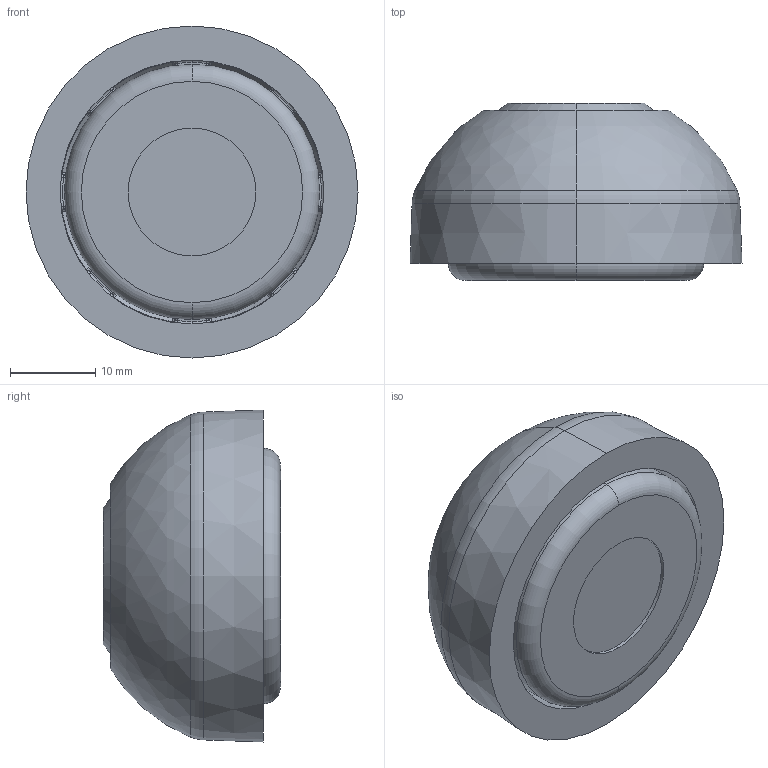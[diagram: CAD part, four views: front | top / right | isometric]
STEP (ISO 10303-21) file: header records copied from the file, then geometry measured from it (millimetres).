
FILE_DESCRIPTION(('FreeCAD Model'),'2;1');
FILE_NAME('Open CASCADE Shape Model','2024-04-03T11:07:12',(''),(''), 'Open CASCADE STEP processor 7.6','FreeCAD','Unknown');
FILE_SCHEMA(('AUTOMOTIVE_DESIGN { 1 0 10303 214 1 1 1 1 }'));
Length unit declared in the file: millimetre
Products named in the file (4): STI8-PM40; SOLID; SOLID001; SOLID002
Assembly tree (3 placements, depth 2):
  STI8-PM40
    SOLID
    SOLID001
    SOLID002
Bounding box: 39 x 20.8 x 39 mm (x, y, z)
Volume: 16101.6 mm3; surface area: 8726.3 mm2
Topology: 3 solids, 3 shells, 351 faces, 828 edges, 444 vertices
Faces by surface type: cylinder 76, sphere 70, torus 68, bspline 64, plane 43, cone 28, revolution 2
Entity records: 34046 total; most frequent: CARTESIAN_POINT 19213, DIRECTION 2547, ORIENTED_EDGE 1568, PCURVE 1568, DEFINITIONAL_REPRESENTATION 1568, LINE 1015, VECTOR 1015, B_SPLINE_CURVE_WITH_KNOTS 807
